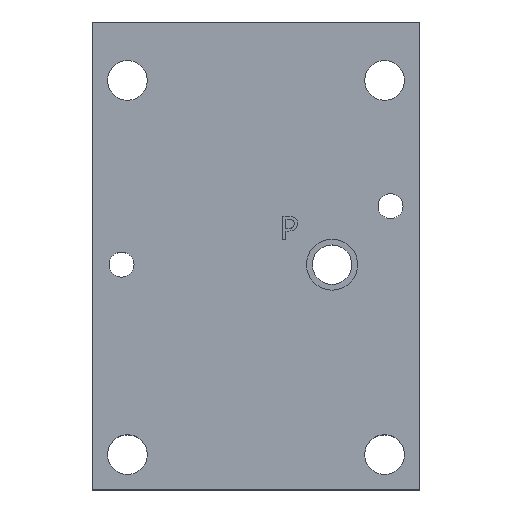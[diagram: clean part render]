
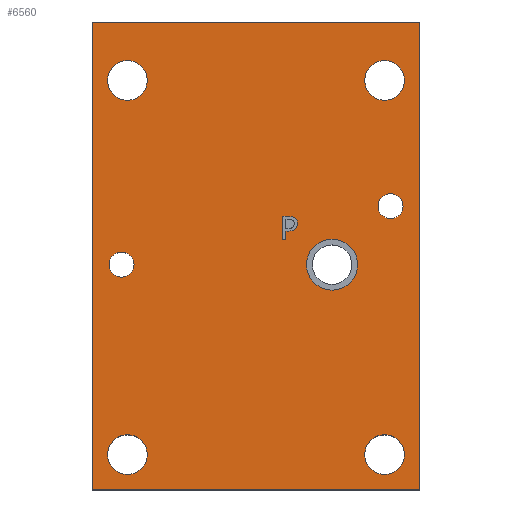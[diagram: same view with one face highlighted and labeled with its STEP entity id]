
A CAD part, top view. The second image highlights one B-rep face of the part: STEP entity #6560.
In plain terms, the highlighted planar face has unit normal (0, 0, 1).
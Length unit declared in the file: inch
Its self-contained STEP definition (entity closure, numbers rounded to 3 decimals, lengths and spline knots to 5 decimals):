
#33=CIRCLE('',#6841,0.2125);
#34=CIRCLE('',#6842,0.2125);
#35=CIRCLE('',#6843,0.2125);
#36=CIRCLE('',#6844,0.2125);
#37=CIRCLE('',#6845,0.134);
#38=CIRCLE('',#6846,0.134);
#39=CIRCLE('',#6847,0.273);
#40=CIRCLE('',#6848,0.273);
#332=B_SPLINE_CURVE_WITH_KNOTS('',2,(#11275,#11276,#11277,#11278),
 .UNSPECIFIED.,.F.,.F.,(3,1,3),(0.,1.,2.),.UNSPECIFIED.);
#333=B_SPLINE_CURVE_WITH_KNOTS('',2,(#11289,#11290,#11291,#11292),
 .UNSPECIFIED.,.F.,.F.,(3,1,3),(0.,1.,2.),.UNSPECIFIED.);
#334=B_SPLINE_CURVE_WITH_KNOTS('',2,(#11321,#11322,#11323,#11324),
 .UNSPECIFIED.,.F.,.F.,(3,1,3),(0.,1.,2.),.UNSPECIFIED.);
#335=B_SPLINE_CURVE_WITH_KNOTS('',2,(#11334,#11335,#11336,#11337),
 .UNSPECIFIED.,.F.,.F.,(3,1,3),(0.,1.,2.),.UNSPECIFIED.);
#362=FACE_BOUND('',#1065,.T.);
#363=FACE_BOUND('',#1066,.T.);
#364=FACE_BOUND('',#1067,.T.);
#365=FACE_BOUND('',#1068,.T.);
#366=FACE_BOUND('',#1069,.T.);
#367=FACE_BOUND('',#1070,.T.);
#368=FACE_BOUND('',#1071,.T.);
#369=FACE_BOUND('',#1072,.T.);
#696=FACE_OUTER_BOUND('',#1064,.T.);
#1064=EDGE_LOOP('',(#5819,#5820,#5821,#5822));
#1065=EDGE_LOOP('',(#5823));
#1066=EDGE_LOOP('',(#5824));
#1067=EDGE_LOOP('',(#5825));
#1068=EDGE_LOOP('',(#5826));
#1069=EDGE_LOOP('',(#5827));
#1070=EDGE_LOOP('',(#5828));
#1071=EDGE_LOOP('',(#5829,#5830));
#1072=EDGE_LOOP('',(#5831,#5832,#5833,#5834,#5835,#5836,#5837,#5838,#5839));
#1776=LINE('',#11105,#2494);
#1793=LINE('',#11255,#2511);
#1796=LINE('',#11260,#2514);
#1798=LINE('',#11264,#2516);
#1807=LINE('',#11306,#2525);
#1809=LINE('',#11310,#2527);
#1812=LINE('',#11340,#2530);
#1813=LINE('',#11342,#2531);
#1814=LINE('',#11343,#2532);
#2494=VECTOR('',#8021,3.5);
#2511=VECTOR('',#8046,0.3937);
#2514=VECTOR('',#8051,0.3937);
#2516=VECTOR('',#8055,0.3937);
#2525=VECTOR('',#8072,0.3937);
#2527=VECTOR('',#8076,0.3937);
#2530=VECTOR('',#8081,5.);
#2531=VECTOR('',#8082,5.);
#2532=VECTOR('',#8083,3.5);
#3092=VERTEX_POINT('',#11103);
#3093=VERTEX_POINT('',#11104);
#3117=VERTEX_POINT('',#11253);
#3118=VERTEX_POINT('',#11254);
#3119=VERTEX_POINT('',#11259);
#3120=VERTEX_POINT('',#11263);
#3121=VERTEX_POINT('',#11274);
#3122=VERTEX_POINT('',#11288);
#3125=VERTEX_POINT('',#11305);
#3126=VERTEX_POINT('',#11309);
#3127=VERTEX_POINT('',#11320);
#3128=VERTEX_POINT('',#11339);
#3129=VERTEX_POINT('',#11341);
#3130=VERTEX_POINT('',#11344);
#3131=VERTEX_POINT('',#11346);
#3132=VERTEX_POINT('',#11348);
#3133=VERTEX_POINT('',#11350);
#3134=VERTEX_POINT('',#11352);
#3135=VERTEX_POINT('',#11354);
#3136=VERTEX_POINT('',#11356);
#3137=VERTEX_POINT('',#11357);
#3995=EDGE_CURVE('',#3092,#3093,#1776,.T.);
#4024=EDGE_CURVE('',#3117,#3118,#1793,.T.);
#4027=EDGE_CURVE('',#3118,#3119,#1796,.T.);
#4029=EDGE_CURVE('',#3119,#3120,#1798,.T.);
#4031=EDGE_CURVE('',#3120,#3121,#332,.T.);
#4033=EDGE_CURVE('',#3121,#3122,#333,.T.);
#4040=EDGE_CURVE('',#3125,#3117,#1807,.T.);
#4042=EDGE_CURVE('',#3126,#3125,#1809,.T.);
#4044=EDGE_CURVE('',#3127,#3126,#334,.T.);
#4046=EDGE_CURVE('',#3122,#3127,#335,.T.);
#4047=EDGE_CURVE('',#3093,#3128,#1812,.T.);
#4048=EDGE_CURVE('',#3129,#3092,#1813,.T.);
#4049=EDGE_CURVE('',#3128,#3129,#1814,.T.);
#4050=EDGE_CURVE('',#3130,#3130,#33,.T.);
#4051=EDGE_CURVE('',#3131,#3131,#34,.T.);
#4052=EDGE_CURVE('',#3132,#3132,#35,.T.);
#4053=EDGE_CURVE('',#3133,#3133,#36,.T.);
#4054=EDGE_CURVE('',#3134,#3134,#37,.T.);
#4055=EDGE_CURVE('',#3135,#3135,#38,.T.);
#4056=EDGE_CURVE('',#3136,#3137,#39,.T.);
#4057=EDGE_CURVE('',#3137,#3136,#40,.T.);
#5819=ORIENTED_EDGE('',*,*,#4047,.F.);
#5820=ORIENTED_EDGE('',*,*,#3995,.F.);
#5821=ORIENTED_EDGE('',*,*,#4048,.F.);
#5822=ORIENTED_EDGE('',*,*,#4049,.F.);
#5823=ORIENTED_EDGE('',*,*,#4050,.T.);
#5824=ORIENTED_EDGE('',*,*,#4051,.T.);
#5825=ORIENTED_EDGE('',*,*,#4052,.T.);
#5826=ORIENTED_EDGE('',*,*,#4053,.T.);
#5827=ORIENTED_EDGE('',*,*,#4054,.T.);
#5828=ORIENTED_EDGE('',*,*,#4055,.T.);
#5829=ORIENTED_EDGE('',*,*,#4056,.T.);
#5830=ORIENTED_EDGE('',*,*,#4057,.T.);
#5831=ORIENTED_EDGE('',*,*,#4024,.T.);
#5832=ORIENTED_EDGE('',*,*,#4027,.T.);
#5833=ORIENTED_EDGE('',*,*,#4029,.T.);
#5834=ORIENTED_EDGE('',*,*,#4031,.T.);
#5835=ORIENTED_EDGE('',*,*,#4033,.T.);
#5836=ORIENTED_EDGE('',*,*,#4046,.T.);
#5837=ORIENTED_EDGE('',*,*,#4044,.T.);
#5838=ORIENTED_EDGE('',*,*,#4042,.T.);
#5839=ORIENTED_EDGE('',*,*,#4040,.T.);
#6236=PLANE('',#6840);
#6560=ADVANCED_FACE('',(#696,#362,#363,#364,#365,#366,#367,#368,#369),#6236,
 .T.);
#6840=AXIS2_PLACEMENT_3D('',#11338,#8079,#8080);
#6841=AXIS2_PLACEMENT_3D('',#11345,#8084,#8085);
#6842=AXIS2_PLACEMENT_3D('',#11347,#8086,#8087);
#6843=AXIS2_PLACEMENT_3D('',#11349,#8088,#8089);
#6844=AXIS2_PLACEMENT_3D('',#11351,#8090,#8091);
#6845=AXIS2_PLACEMENT_3D('',#11353,#8092,#8093);
#6846=AXIS2_PLACEMENT_3D('',#11355,#8094,#8095);
#6847=AXIS2_PLACEMENT_3D('',#11358,#8096,#8097);
#6848=AXIS2_PLACEMENT_3D('',#11359,#8098,#8099);
#8021=DIRECTION('',(-1.,0.,0.));
#8046=DIRECTION('',(-1.,0.,0.));
#8051=DIRECTION('',(0.,1.,0.));
#8055=DIRECTION('',(1.,0.,0.));
#8072=DIRECTION('',(0.,-1.,0.));
#8076=DIRECTION('',(-1.,0.,0.));
#8079=DIRECTION('center_axis',(0.,0.,1.));
#8080=DIRECTION('ref_axis',(1.,0.,0.));
#8081=DIRECTION('',(0.,1.,0.));
#8082=DIRECTION('',(0.,-1.,0.));
#8083=DIRECTION('',(1.,0.,0.));
#8084=DIRECTION('center_axis',(0.,0.,-1.));
#8085=DIRECTION('ref_axis',(1.,0.,0.));
#8086=DIRECTION('center_axis',(0.,0.,-1.));
#8087=DIRECTION('ref_axis',(1.,0.,0.));
#8088=DIRECTION('center_axis',(0.,0.,-1.));
#8089=DIRECTION('ref_axis',(1.,0.,0.));
#8090=DIRECTION('center_axis',(0.,0.,-1.));
#8091=DIRECTION('ref_axis',(1.,0.,0.));
#8092=DIRECTION('center_axis',(0.,0.,-1.));
#8093=DIRECTION('ref_axis',(1.,0.,0.));
#8094=DIRECTION('center_axis',(0.,0.,-1.));
#8095=DIRECTION('ref_axis',(1.,0.,0.));
#8096=DIRECTION('center_axis',(0.,0.,-1.));
#8097=DIRECTION('ref_axis',(1.,0.,0.));
#8098=DIRECTION('center_axis',(0.,0.,-1.));
#8099=DIRECTION('ref_axis',(1.,0.,0.));
#11103=CARTESIAN_POINT('',(3.5,0.,1.));
#11104=CARTESIAN_POINT('',(0.,0.,1.));
#11105=CARTESIAN_POINT('',(3.5,0.,1.));
#11253=CARTESIAN_POINT('',(2.06836,2.67208,1.));
#11254=CARTESIAN_POINT('',(2.03513,2.67208,1.));
#11255=CARTESIAN_POINT('',(1.89257,2.67208,1.));
#11259=CARTESIAN_POINT('',(2.03513,2.92208,1.));
#11260=CARTESIAN_POINT('',(2.03513,2.71104,1.));
#11263=CARTESIAN_POINT('',(2.09793,2.92208,1.));
#11264=CARTESIAN_POINT('',(1.92397,2.92208,1.));
#11274=CARTESIAN_POINT('',(2.16337,2.90648,1.));
#11275=CARTESIAN_POINT('Ctrl Pts',(2.09793,2.92208,1.));
#11276=CARTESIAN_POINT('Ctrl Pts',(2.12022,2.92208,1.));
#11277=CARTESIAN_POINT('Ctrl Pts',(2.15142,2.91478,1.));
#11278=CARTESIAN_POINT('Ctrl Pts',(2.16337,2.90648,1.));
#11288=CARTESIAN_POINT('',(2.19315,2.84671,1.));
#11289=CARTESIAN_POINT('Ctrl Pts',(2.16337,2.90648,1.));
#11290=CARTESIAN_POINT('Ctrl Pts',(2.17735,2.89696,1.));
#11291=CARTESIAN_POINT('Ctrl Pts',(2.19315,2.86758,1.));
#11292=CARTESIAN_POINT('Ctrl Pts',(2.19315,2.84671,1.));
#11305=CARTESIAN_POINT('',(2.06836,2.76527,1.));
#11306=CARTESIAN_POINT('',(2.06836,2.58604,1.));
#11309=CARTESIAN_POINT('',(2.09652,2.76527,1.));
#11310=CARTESIAN_POINT('',(1.90918,2.76527,1.));
#11320=CARTESIAN_POINT('',(2.17127,2.7912,1.));
#11321=CARTESIAN_POINT('Ctrl Pts',(2.17127,2.7912,1.));
#11322=CARTESIAN_POINT('Ctrl Pts',(2.15831,2.77844,1.));
#11323=CARTESIAN_POINT('Ctrl Pts',(2.12326,2.76527,1.));
#11324=CARTESIAN_POINT('Ctrl Pts',(2.09652,2.76527,1.));
#11334=CARTESIAN_POINT('Ctrl Pts',(2.19315,2.84671,1.));
#11335=CARTESIAN_POINT('Ctrl Pts',(2.19315,2.8305,1.));
#11336=CARTESIAN_POINT('Ctrl Pts',(2.18161,2.80133,1.));
#11337=CARTESIAN_POINT('Ctrl Pts',(2.17127,2.7912,1.));
#11338=CARTESIAN_POINT('Origin',(1.75,2.5,1.));
#11339=CARTESIAN_POINT('',(0.,5.,1.));
#11340=CARTESIAN_POINT('',(0.,0.,1.));
#11341=CARTESIAN_POINT('',(3.5,5.,1.));
#11342=CARTESIAN_POINT('',(3.5,5.,1.));
#11343=CARTESIAN_POINT('',(0.,5.,1.));
#11344=CARTESIAN_POINT('',(0.1625,4.376,1.));
#11345=CARTESIAN_POINT('Origin',(0.375,4.376,1.));
#11346=CARTESIAN_POINT('',(2.9125,4.376,1.));
#11347=CARTESIAN_POINT('Origin',(3.125,4.376,1.));
#11348=CARTESIAN_POINT('',(2.9125,0.376,1.));
#11349=CARTESIAN_POINT('Origin',(3.125,0.376,1.));
#11350=CARTESIAN_POINT('',(0.1625,0.376,1.));
#11351=CARTESIAN_POINT('Origin',(0.375,0.376,1.));
#11352=CARTESIAN_POINT('',(0.179,2.407,1.));
#11353=CARTESIAN_POINT('Origin',(0.313,2.407,1.));
#11354=CARTESIAN_POINT('',(3.054,3.032,1.));
#11355=CARTESIAN_POINT('Origin',(3.188,3.032,1.));
#11356=CARTESIAN_POINT('',(2.836,2.407,1.));
#11357=CARTESIAN_POINT('',(2.29,2.407,1.));
#11358=CARTESIAN_POINT('Origin',(2.563,2.407,1.));
#11359=CARTESIAN_POINT('Origin',(2.563,2.407,1.));
